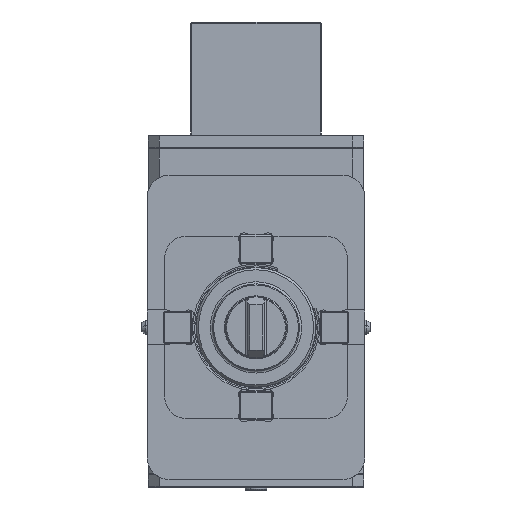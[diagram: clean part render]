
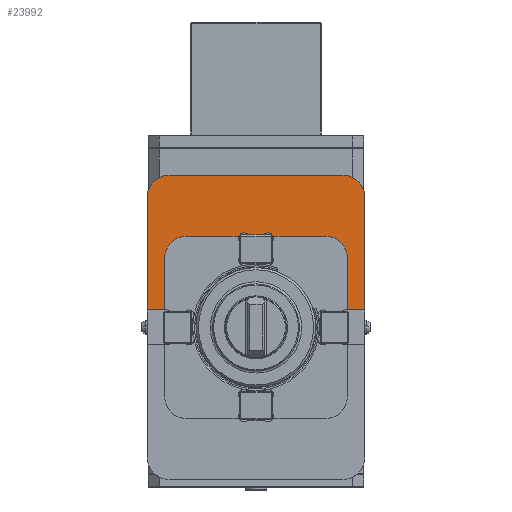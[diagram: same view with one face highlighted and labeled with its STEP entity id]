
A CAD part, front view. The second image highlights one B-rep face of the part: STEP entity #23992.
In plain terms, the highlighted planar face has unit normal (0, -1, 0).
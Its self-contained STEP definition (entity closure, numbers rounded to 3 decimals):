
#1065 = CIRCLE ( 'NONE', #6745, 10. ) ;
#1460 = AXIS2_PLACEMENT_3D ( 'NONE', #22662, #22321, #25520 ) ;
#1709 = DIRECTION ( 'NONE',  ( 0., -1., 0. ) ) ;
#1716 = EDGE_CURVE ( 'NONE', #22084, #21856, #7232, .T. ) ;
#1988 = VECTOR ( 'NONE', #15842, 1000. ) ;
#2054 = DIRECTION ( 'NONE',  ( 1., 0., 0. ) ) ;
#2232 = CARTESIAN_POINT ( 'NONE',  ( 42., 0.5, 32. ) ) ;
#2328 = CIRCLE ( 'NONE', #20960, 10. ) ;
#2826 = DIRECTION ( 'NONE',  ( 0., 0., 1. ) ) ;
#3291 = ORIENTED_EDGE ( 'NONE', *, *, #10658, .F. ) ;
#3391 = DIRECTION ( 'NONE',  ( 0., 1., 0. ) ) ;
#3832 = DIRECTION ( 'NONE',  ( -1., 0., 0. ) ) ;
#4068 = CARTESIAN_POINT ( 'NONE',  ( 0., 0.5, 0. ) ) ;
#4297 = DIRECTION ( 'NONE',  ( 1., 0., 0. ) ) ;
#4334 = VERTEX_POINT ( 'NONE', #15864 ) ;
#4399 = VECTOR ( 'NONE', #4915, 1000. ) ;
#4667 = ORIENTED_EDGE ( 'NONE', *, *, #26893, .F. ) ;
#4720 = ORIENTED_EDGE ( 'NONE', *, *, #13894, .F. ) ;
#4915 = DIRECTION ( 'NONE',  ( -1., 0., 0. ) ) ;
#5528 = DIRECTION ( 'NONE',  ( 1., 0., 0. ) ) ;
#5595 = CARTESIAN_POINT ( 'NONE',  ( -3.715, 0.5, 42.75 ) ) ;
#5893 = VERTEX_POINT ( 'NONE', #12849 ) ;
#6129 = CARTESIAN_POINT ( 'NONE',  ( 42., 0.5, 8. ) ) ;
#6196 = EDGE_CURVE ( 'NONE', #18128, #28804, #18972, .T. ) ;
#6394 = ORIENTED_EDGE ( 'NONE', *, *, #29674, .F. ) ;
#6656 = ORIENTED_EDGE ( 'NONE', *, *, #19466, .F. ) ;
#6681 = VECTOR ( 'NONE', #15699, 1000. ) ;
#6745 = AXIS2_PLACEMENT_3D ( 'NONE', #24527, #11261, #16236 ) ;
#7082 = CARTESIAN_POINT ( 'NONE',  ( 42., 0.5, 32. ) ) ;
#7232 = LINE ( 'NONE', #23686, #16636 ) ;
#7485 = DIRECTION ( 'NONE',  ( 0., -1., 0. ) ) ;
#7727 = CARTESIAN_POINT ( 'NONE',  ( 0., 0.5, 42.75 ) ) ;
#7953 = LINE ( 'NONE', #24417, #8315 ) ;
#8315 = VECTOR ( 'NONE', #24596, 1000. ) ;
#9199 = DIRECTION ( 'NONE',  ( 1., 0., 0. ) ) ;
#10562 = VECTOR ( 'NONE', #26008, 1000. ) ;
#10658 = EDGE_CURVE ( 'NONE', #11452, #30247, #21330, .T. ) ;
#10694 = VERTEX_POINT ( 'NONE', #13501 ) ;
#10992 = ORIENTED_EDGE ( 'NONE', *, *, #31753, .T. ) ;
#11236 = AXIS2_PLACEMENT_3D ( 'NONE', #23076, #7485, #4297 ) ;
#11261 = DIRECTION ( 'NONE',  ( 0., 1., 0. ) ) ;
#11452 = VERTEX_POINT ( 'NONE', #7082 ) ;
#12052 = VERTEX_POINT ( 'NONE', #28295 ) ;
#12307 = ORIENTED_EDGE ( 'NONE', *, *, #1716, .F. ) ;
#12354 = CIRCLE ( 'NONE', #11236, 2.5 ) ;
#12497 = LINE ( 'NONE', #33769, #1988 ) ;
#12544 = CARTESIAN_POINT ( 'NONE',  ( 7.791, 0.5, 42. ) ) ;
#12736 = LINE ( 'NONE', #15768, #10562 ) ;
#12787 = EDGE_LOOP ( 'NONE', ( #4667, #12307, #31706, #34944, #28212, #18223, #15313, #4720, #3291, #19660, #31603, #15099, #6656, #29678, #6394, #10992 ) ) ;
#12849 = CARTESIAN_POINT ( 'NONE',  ( 40., 0.5, 70. ) ) ;
#13501 = CARTESIAN_POINT ( 'NONE',  ( 50., 0.5, 8. ) ) ;
#13894 = EDGE_CURVE ( 'NONE', #30247, #18128, #20666, .T. ) ;
#14027 = CARTESIAN_POINT ( 'NONE',  ( -7.791, 0.5, 42. ) ) ;
#14128 = VERTEX_POINT ( 'NONE', #14828 ) ;
#14256 = CARTESIAN_POINT ( 'NONE',  ( 50., 0.5, 60. ) ) ;
#14633 = AXIS2_PLACEMENT_3D ( 'NONE', #31436, #1709, #2054 ) ;
#14824 = LINE ( 'NONE', #28600, #34992 ) ;
#14828 = CARTESIAN_POINT ( 'NONE',  ( -50., 0.5, 60. ) ) ;
#15099 = ORIENTED_EDGE ( 'NONE', *, *, #23336, .T. ) ;
#15313 = ORIENTED_EDGE ( 'NONE', *, *, #6196, .F. ) ;
#15580 = VERTEX_POINT ( 'NONE', #18036 ) ;
#15698 = DIRECTION ( 'NONE',  ( 0., 0., 1. ) ) ;
#15699 = DIRECTION ( 'NONE',  ( -1., 0., 0. ) ) ;
#15755 = CARTESIAN_POINT ( 'NONE',  ( 32., 0.5, 42. ) ) ;
#15768 = CARTESIAN_POINT ( 'NONE',  ( 106.767, 0.5, 70. ) ) ;
#15842 = DIRECTION ( 'NONE',  ( -1., 0., 0. ) ) ;
#15864 = CARTESIAN_POINT ( 'NONE',  ( -50., 0.5, 8. ) ) ;
#16236 = DIRECTION ( 'NONE',  ( 1., 0., 0. ) ) ;
#16360 = CARTESIAN_POINT ( 'NONE',  ( 40., 0.5, 60. ) ) ;
#16426 = DIRECTION ( 'NONE',  ( -1., 0., 0. ) ) ;
#16464 = CARTESIAN_POINT ( 'NONE',  ( -42., 0.5, 8. ) ) ;
#16636 = VECTOR ( 'NONE', #25989, 1000. ) ;
#16645 = EDGE_CURVE ( 'NONE', #28804, #31387, #27021, .T. ) ;
#17690 = PLANE ( 'NONE',  #21741 ) ;
#17862 = DIRECTION ( 'NONE',  ( 0., -1., 0. ) ) ;
#18036 = CARTESIAN_POINT ( 'NONE',  ( -40., 0.5, 70. ) ) ;
#18128 = VERTEX_POINT ( 'NONE', #12544 ) ;
#18223 = ORIENTED_EDGE ( 'NONE', *, *, #16645, .F. ) ;
#18972 = CIRCLE ( 'NONE', #1460, 2.5 ) ;
#19448 = VECTOR ( 'NONE', #16426, 1000. ) ;
#19466 = EDGE_CURVE ( 'NONE', #5893, #33212, #2328, .T. ) ;
#19660 = ORIENTED_EDGE ( 'NONE', *, *, #21294, .F. ) ;
#20452 = CARTESIAN_POINT ( 'NONE',  ( 32., 0.5, 42. ) ) ;
#20666 = LINE ( 'NONE', #15755, #4399 ) ;
#20960 = AXIS2_PLACEMENT_3D ( 'NONE', #16360, #3391, #5528 ) ;
#21294 = EDGE_CURVE ( 'NONE', #25215, #11452, #23648, .T. ) ;
#21330 = CIRCLE ( 'NONE', #34927, 10. ) ;
#21578 = VERTEX_POINT ( 'NONE', #14027 ) ;
#21741 = AXIS2_PLACEMENT_3D ( 'NONE', #4068, #17862, #9199 ) ;
#21856 = VERTEX_POINT ( 'NONE', #16464 ) ;
#22084 = VERTEX_POINT ( 'NONE', #28226 ) ;
#22088 = LINE ( 'NONE', #29719, #32440 ) ;
#22321 = DIRECTION ( 'NONE',  ( 0., -1., 0. ) ) ;
#22662 = CARTESIAN_POINT ( 'NONE',  ( 5.5, 0.5, 41. ) ) ;
#23076 = CARTESIAN_POINT ( 'NONE',  ( -5.5, 0.5, 41. ) ) ;
#23302 = VECTOR ( 'NONE', #15698, 1000. ) ;
#23336 = EDGE_CURVE ( 'NONE', #10694, #33212, #22088, .T. ) ;
#23648 = LINE ( 'NONE', #2232, #23302 ) ;
#23650 = LINE ( 'NONE', #26289, #6681 ) ;
#23686 = CARTESIAN_POINT ( 'NONE',  ( -42., 0.5, 32. ) ) ;
#23992 = ADVANCED_FACE ( 'Defeature completata2_60', ( #28843 ), #17690, .T. ) ;
#24075 = DIRECTION ( 'NONE',  ( -1., 0., 0. ) ) ;
#24417 = CARTESIAN_POINT ( 'NONE',  ( -50., 0.5, -110.801 ) ) ;
#24527 = CARTESIAN_POINT ( 'NONE',  ( -40., 0.5, 60. ) ) ;
#24596 = DIRECTION ( 'NONE',  ( 0., 0., -1. ) ) ;
#25215 = VERTEX_POINT ( 'NONE', #6129 ) ;
#25520 = DIRECTION ( 'NONE',  ( 1., 0., 0. ) ) ;
#25989 = DIRECTION ( 'NONE',  ( 0., 0., -1. ) ) ;
#26008 = DIRECTION ( 'NONE',  ( -1., 0., 0. ) ) ;
#26085 = EDGE_CURVE ( 'NONE', #5893, #15580, #12736, .T. ) ;
#26289 = CARTESIAN_POINT ( 'NONE',  ( 0., 0.5, 8. ) ) ;
#26893 = EDGE_CURVE ( 'NONE', #21856, #4334, #14824, .T. ) ;
#27021 = LINE ( 'NONE', #7727, #19448 ) ;
#27251 = DIRECTION ( 'NONE',  ( 0., -1., 0. ) ) ;
#28212 = ORIENTED_EDGE ( 'NONE', *, *, #33298, .F. ) ;
#28226 = CARTESIAN_POINT ( 'NONE',  ( -42., 0.5, 32. ) ) ;
#28295 = CARTESIAN_POINT ( 'NONE',  ( -32., 0.5, 42. ) ) ;
#28600 = CARTESIAN_POINT ( 'NONE',  ( 0., 0.5, 8. ) ) ;
#28804 = VERTEX_POINT ( 'NONE', #31048 ) ;
#28843 = FACE_OUTER_BOUND ( 'NONE', #12787, .T. ) ;
#29580 = EDGE_CURVE ( 'NONE', #12052, #22084, #29897, .T. ) ;
#29674 = EDGE_CURVE ( 'NONE', #14128, #15580, #1065, .T. ) ;
#29678 = ORIENTED_EDGE ( 'NONE', *, *, #26085, .T. ) ;
#29719 = CARTESIAN_POINT ( 'NONE',  ( 50., 0.5, -107.234 ) ) ;
#29897 = CIRCLE ( 'NONE', #14633, 10. ) ;
#30224 = EDGE_CURVE ( 'NONE', #21578, #12052, #12497, .T. ) ;
#30247 = VERTEX_POINT ( 'NONE', #20452 ) ;
#31048 = CARTESIAN_POINT ( 'NONE',  ( 3.715, 0.5, 42.75 ) ) ;
#31387 = VERTEX_POINT ( 'NONE', #5595 ) ;
#31436 = CARTESIAN_POINT ( 'NONE',  ( -32., 0.5, 32. ) ) ;
#31603 = ORIENTED_EDGE ( 'NONE', *, *, #32893, .F. ) ;
#31706 = ORIENTED_EDGE ( 'NONE', *, *, #29580, .F. ) ;
#31753 = EDGE_CURVE ( 'NONE', #14128, #4334, #7953, .T. ) ;
#32440 = VECTOR ( 'NONE', #2826, 1000. ) ;
#32579 = CARTESIAN_POINT ( 'NONE',  ( 32., 0.5, 32. ) ) ;
#32893 = EDGE_CURVE ( 'NONE', #10694, #25215, #23650, .T. ) ;
#33212 = VERTEX_POINT ( 'NONE', #14256 ) ;
#33298 = EDGE_CURVE ( 'NONE', #31387, #21578, #12354, .T. ) ;
#33769 = CARTESIAN_POINT ( 'NONE',  ( 32., 0.5, 42. ) ) ;
#34927 = AXIS2_PLACEMENT_3D ( 'NONE', #32579, #27251, #24075 ) ;
#34944 = ORIENTED_EDGE ( 'NONE', *, *, #30224, .F. ) ;
#34992 = VECTOR ( 'NONE', #3832, 1000. ) ;
